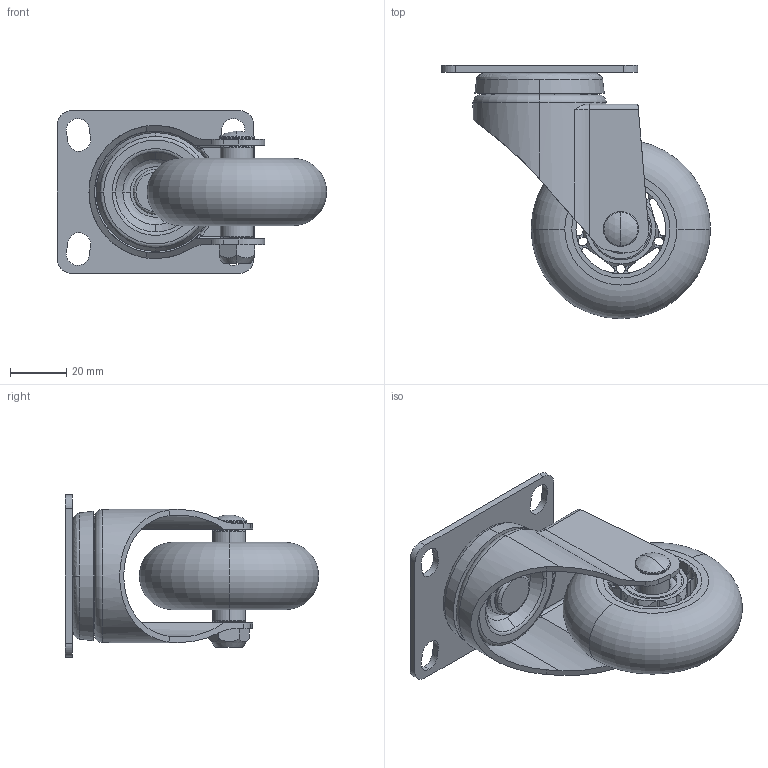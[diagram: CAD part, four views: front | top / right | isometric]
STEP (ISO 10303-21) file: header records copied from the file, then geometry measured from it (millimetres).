
FILE_DESCRIPTION (( 'STEP AP203' ), '1' );
FILE_NAME ('ACSU-64SF.STEP', '2015-09-01T05:01:02', ( 'WON SINCHUL' ), ( 'Hewlett-Packard Company' ), 'SwSTEP 2.0', 'SolidWorks 2015', '' );
FILE_SCHEMA (( 'CONFIG_CONTROL_DESIGN' ));
Length unit declared in the file: millimetre
Products named in the file (1): ACSU-64SF
Bounding box: 96 x 90.41 x 58 mm (x, y, z)
Volume: 98117.6 mm3; surface area: 65529 mm2
Topology: 14 solids, 14 shells, 520 faces, 1396 edges, 889 vertices
Faces by surface type: cylinder 212, plane 144, cone 70, torus 61, bspline 31, sphere 2
Entity records: 18250 total; most frequent: CARTESIAN_POINT 4862, DIRECTION 2936, ORIENTED_EDGE 2792, EDGE_CURVE 1396, AXIS2_PLACEMENT_3D 1229, VERTEX_POINT 889, CIRCLE 739, EDGE_LOOP 585
